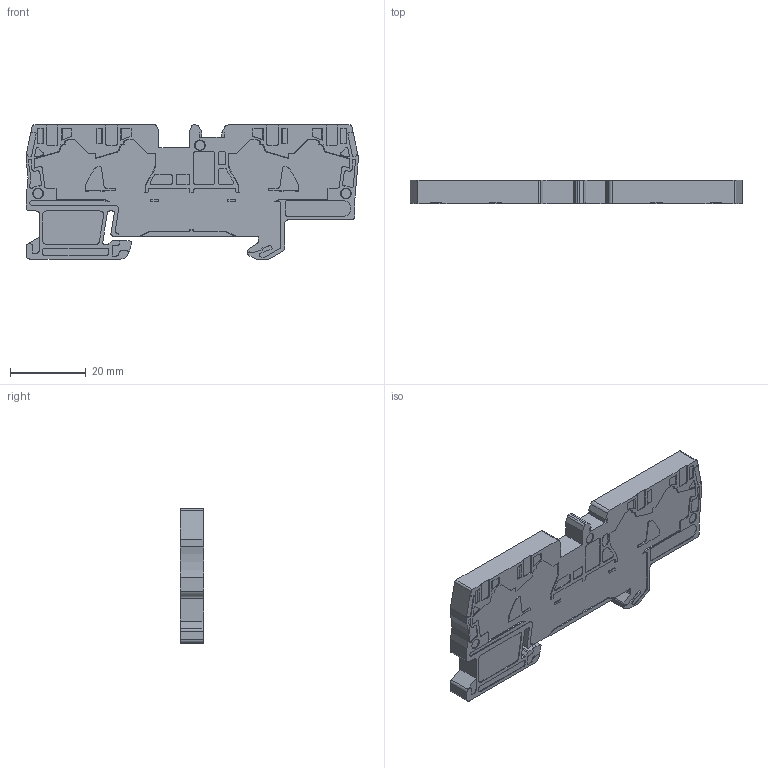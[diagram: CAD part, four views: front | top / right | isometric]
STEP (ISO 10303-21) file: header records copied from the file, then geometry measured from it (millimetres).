
FILE_DESCRIPTION(/* description */ (''),/* implementation_level */ '2;1');
FILE_NAME(/* name */ 'TC4-4-PE.stp',/* time_stamp */ '2020-01-06T12:58:07+08:00',/* author */ (''),/* organization */ (''),/* preprocessor_version */ 'ST-DEVELOPER v16',/* originating_system */ 'SIEMENS PLM Software NX 10.0',/* authorisation */ '');
FILE_SCHEMA (('CONFIG_CONTROL_DESIGN'));
Length unit declared in the file: millimetre
Products named in the file (1): SP6102T1201
Bounding box: 87.4 x 6.2 x 35.3 mm (x, y, z)
Volume: 15399.6 mm3; surface area: 7079.2 mm2
Topology: 1 solids, 1 shells, 470 faces, 1313 edges, 873 vertices
Faces by surface type: plane 309, cylinder 150, cone 11
Entity records: 15156 total; most frequent: CARTESIAN_POINT 2657, ORIENTED_EDGE 2620, DIRECTION 2576, EDGE_CURVE 1310, LINE 984, VECTOR 984, VERTEX_POINT 873, AXIS2_PLACEMENT_3D 796
